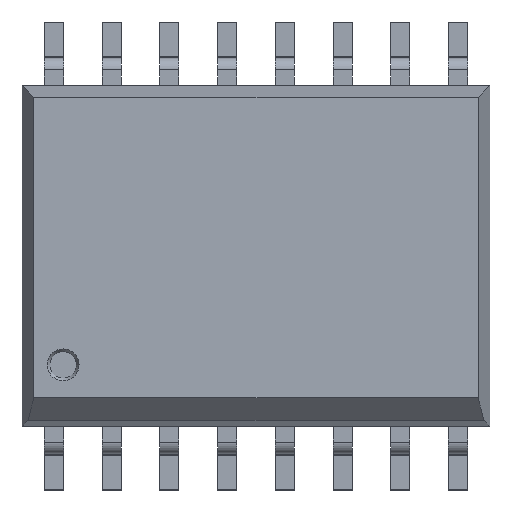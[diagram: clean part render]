
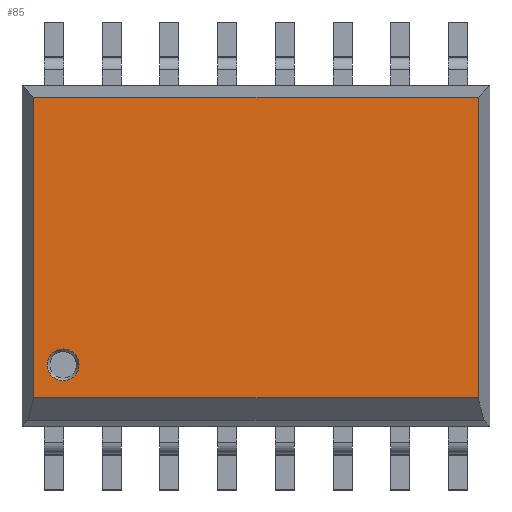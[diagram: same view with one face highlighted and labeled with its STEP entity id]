
A CAD part, top view. The second image highlights one B-rep face of the part: STEP entity #85.
In plain terms, the highlighted planar face has unit normal (0, 0, 1).
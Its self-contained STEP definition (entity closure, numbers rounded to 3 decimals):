
#85=ADVANCED_FACE('',(#2104,#2106),#2108,.T.);
#2104=FACE_BOUND('',#2105,.T.);
#2105=EDGE_LOOP('',(#3708,#3709,#3710,#3711));
#2106=FACE_BOUND('',#2107,.T.);
#2107=EDGE_LOOP('',(#3712));
#2108=PLANE('',#2109);
#2109=AXIS2_PLACEMENT_3D('',#2110,#2111,#2112);
#2110=CARTESIAN_POINT('',(0.635,-3.75,2.5));
#2111=DIRECTION('',(0.,0.,1.));
#2112=DIRECTION('',(0.,1.,0.));
#3708=ORIENTED_EDGE('',*,*,#4924,.T.);
#3709=ORIENTED_EDGE('',*,*,#4921,.T.);
#3710=ORIENTED_EDGE('',*,*,#4925,.T.);
#3711=ORIENTED_EDGE('',*,*,#4913,.F.);
#3712=ORIENTED_EDGE('',*,*,#4926,.T.);
#4913=EDGE_CURVE('',#5522,#5524,#5525,.T.);
#4921=EDGE_CURVE('',#5531,#5538,#5540,.T.);
#4924=EDGE_CURVE('',#5522,#5531,#5543,.F.);
#4925=EDGE_CURVE('',#5538,#5524,#5544,.T.);
#4926=EDGE_CURVE('',#5545,#5545,#5546,.F.);
#5522=VERTEX_POINT('',#6535);
#5524=VERTEX_POINT('',#6539);
#5525=LINE('',#6540,#6541);
#5531=VERTEX_POINT('',#6554);
#5538=VERTEX_POINT('',#6567);
#5540=LINE('',#6571,#6572);
#5543=LINE('',#6580,#6581);
#5544=LINE('',#6583,#6584);
#5545=VERTEX_POINT('',#6586);
#5546=CIRCLE('',#6587,0.35);
#6535=CARTESIAN_POINT('',(-0.443,-3.125,2.5));
#6539=CARTESIAN_POINT('',(-0.443,3.488,2.5));
#6540=CARTESIAN_POINT('',(-0.443,-3.125,2.5));
#6541=VECTOR('',#6542,1.);
#6542=DIRECTION('',(0.,1.,0.));
#6554=CARTESIAN_POINT('',(9.333,-3.125,2.5));
#6567=CARTESIAN_POINT('',(9.333,3.488,2.5));
#6571=CARTESIAN_POINT('',(9.333,-3.125,2.5));
#6572=VECTOR('',#6573,1.);
#6573=DIRECTION('',(0.,1.,0.));
#6580=CARTESIAN_POINT('',(9.333,-3.125,2.5));
#6581=VECTOR('',#6582,1.);
#6582=DIRECTION('',(-1.,0.,0.));
#6583=CARTESIAN_POINT('',(9.333,3.488,2.5));
#6584=VECTOR('',#6585,1.);
#6585=DIRECTION('',(-1.,0.,0.));
#6586=CARTESIAN_POINT('',(0.55,-2.4,2.5));
#6587=AXIS2_PLACEMENT_3D('',#6588,#6589,#6590);
#6588=CARTESIAN_POINT('',(0.2,-2.4,2.5));
#6589=DIRECTION('',(0.,0.,1.));
#6590=DIRECTION('',(1.,0.,0.));
